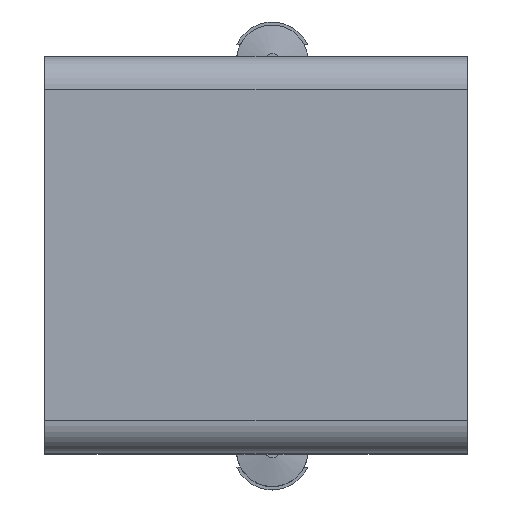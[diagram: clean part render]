
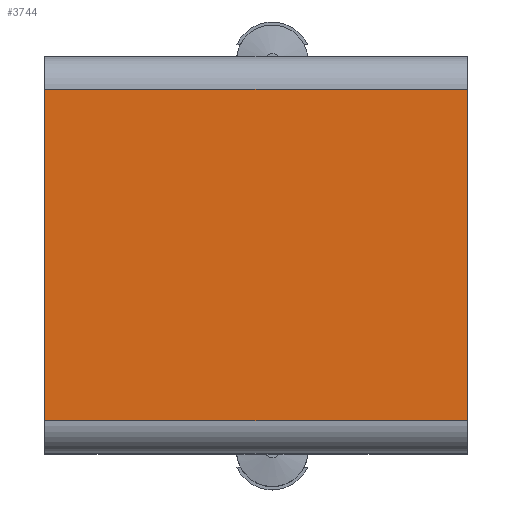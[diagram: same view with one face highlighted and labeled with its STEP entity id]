
A CAD part, top view. The second image highlights one B-rep face of the part: STEP entity #3744.
In plain terms, the highlighted planar face has unit normal (0, 0, 1).
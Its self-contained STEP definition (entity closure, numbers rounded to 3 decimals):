
#471=LINE('',#8489,#943);
#472=LINE('',#8492,#944);
#473=LINE('',#8494,#945);
#474=LINE('',#8496,#946);
#943=VECTOR('',#4813,1000.);
#944=VECTOR('',#4814,1000.);
#945=VECTOR('',#4815,1000.);
#946=VECTOR('',#4816,1000.);
#1790=ORIENTED_EDGE('',*,*,#2577,.F.);
#1791=ORIENTED_EDGE('',*,*,#2578,.F.);
#1792=ORIENTED_EDGE('',*,*,#2579,.T.);
#1793=ORIENTED_EDGE('',*,*,#2580,.T.);
#2577=EDGE_CURVE('',#2983,#2984,#471,.T.);
#2578=EDGE_CURVE('',#2985,#2983,#472,.T.);
#2579=EDGE_CURVE('',#2985,#2986,#473,.T.);
#2580=EDGE_CURVE('',#2986,#2984,#474,.T.);
#2983=VERTEX_POINT('',#8490);
#2984=VERTEX_POINT('',#8491);
#2985=VERTEX_POINT('',#8493);
#2986=VERTEX_POINT('',#8495);
#3219=EDGE_LOOP('',(#1790,#1791,#1792,#1793));
#3411=FACE_BOUND('',#3219,.T.);
#3577=PLANE('',#4003);
#3744=ADVANCED_FACE('',(#3411),#3577,.T.);
#4003=AXIS2_PLACEMENT_3D('',#8488,#4811,#4812);
#4811=DIRECTION('',(0.,0.,1.));
#4812=DIRECTION('',(1.,0.,0.));
#4813=DIRECTION('',(1.,0.,0.));
#4814=DIRECTION('',(0.,1.,0.));
#4815=DIRECTION('',(1.,0.,0.));
#4816=DIRECTION('',(0.,1.,0.));
#8488=CARTESIAN_POINT('',(-6.1,-6.5,7.25));
#8489=CARTESIAN_POINT('',(-6.1,6.5,7.25));
#8490=CARTESIAN_POINT('',(-5.1,6.5,7.25));
#8491=CARTESIAN_POINT('',(5.1,6.5,7.25));
#8492=CARTESIAN_POINT('',(-5.1,-6.5,7.25));
#8493=CARTESIAN_POINT('',(-5.1,-6.5,7.25));
#8494=CARTESIAN_POINT('',(-6.1,-6.5,7.25));
#8495=CARTESIAN_POINT('',(5.1,-6.5,7.25));
#8496=CARTESIAN_POINT('',(5.1,-6.5,7.25));
